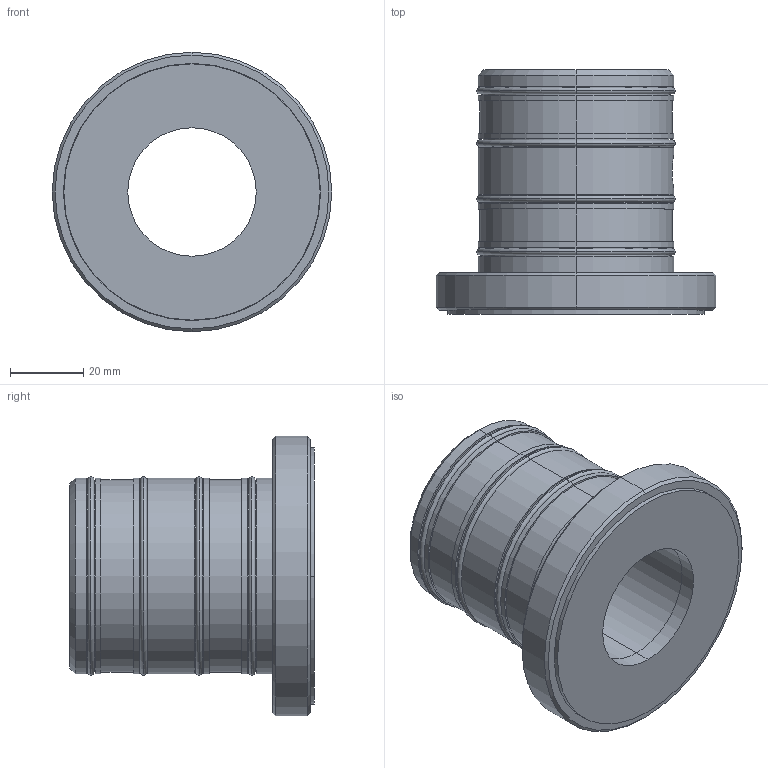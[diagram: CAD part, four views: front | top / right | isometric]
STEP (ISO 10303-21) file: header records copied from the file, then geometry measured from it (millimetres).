
FILE_DESCRIPTION (( 'STEP AP214' ), '1' );
FILE_NAME ('S253502.STEP', '2023-05-10T13:16:36', ( '' ), ( '' ), 'SwSTEP 2.0', 'SolidWorks 2022', '' );
FILE_SCHEMA (( 'AUTOMOTIVE_DESIGN' ));
Length unit declared in the file: inch
Products named in the file (6): S90RG2-XXX_S90RG2-033; 64-0013; S90A001; 69-0009; S253502; 30-00010
Assembly tree (7 placements, depth 2):
  S90A001
  S253502
    30-00010
    69-0009
    S90RG2-XXX_S90RG2-033  x4
    64-0013
Bounding box: 76.2 x 66.67 x 76.2 mm (x, y, z)
Volume: 106659.7 mm3; surface area: 55660.8 mm2
Topology: 7 solids, 7 shells, 104 faces, 210 edges, 130 vertices
Faces by surface type: cylinder 50, plane 24, torus 16, cone 14
Entity records: 2861 total; most frequent: CARTESIAN_POINT 526, DIRECTION 504, ORIENTED_EDGE 372, AXIS2_PLACEMENT_3D 220, EDGE_CURVE 186, CIRCLE 118, EDGE_LOOP 118, VERTEX_POINT 118
